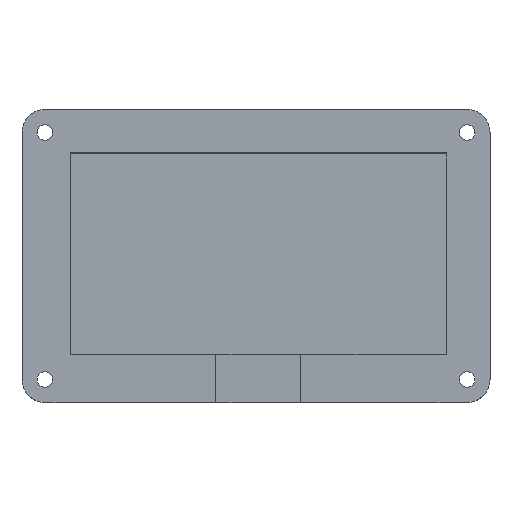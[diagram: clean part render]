
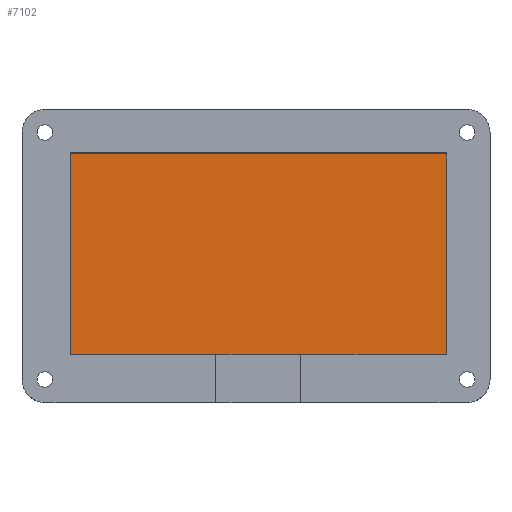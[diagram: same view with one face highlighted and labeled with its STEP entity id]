
A CAD part, top view. The second image highlights one B-rep face of the part: STEP entity #7102.
In plain terms, the highlighted planar face has unit normal (0, 0, 1).
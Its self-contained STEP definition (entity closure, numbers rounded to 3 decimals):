
#1060=FACE_OUTER_BOUND('',#1470,.T.);
#1470=EDGE_LOOP('',(#6513,#6514,#6515,#6516));
#2094=LINE('',#13898,#2712);
#2096=LINE('',#13902,#2714);
#2097=LINE('',#13904,#2715);
#2098=LINE('',#13905,#2716);
#2712=VECTOR('',#8285,10.);
#2714=VECTOR('',#8289,10.);
#2715=VECTOR('',#8290,10.);
#2716=VECTOR('',#8291,10.);
#3415=VERTEX_POINT('',#13895);
#3416=VERTEX_POINT('',#13897);
#3417=VERTEX_POINT('',#13901);
#3418=VERTEX_POINT('',#13903);
#4454=EDGE_CURVE('',#3415,#3416,#2094,.T.);
#4456=EDGE_CURVE('',#3417,#3415,#2096,.T.);
#4457=EDGE_CURVE('',#3418,#3417,#2097,.T.);
#4458=EDGE_CURVE('',#3416,#3418,#2098,.T.);
#6513=ORIENTED_EDGE('',*,*,#4454,.F.);
#6514=ORIENTED_EDGE('',*,*,#4456,.F.);
#6515=ORIENTED_EDGE('',*,*,#4457,.F.);
#6516=ORIENTED_EDGE('',*,*,#4458,.F.);
#6731=PLANE('',#7307);
#7102=ADVANCED_FACE('',(#1060),#6731,.T.);
#7307=AXIS2_PLACEMENT_3D('',#13900,#8287,#8288);
#8285=DIRECTION('',(-1.,0.,0.));
#8287=DIRECTION('center_axis',(0.,0.,1.));
#8288=DIRECTION('ref_axis',(1.,0.,0.));
#8289=DIRECTION('',(0.,-1.,0.));
#8290=DIRECTION('',(1.,0.,0.));
#8291=DIRECTION('',(0.,1.,0.));
#13895=CARTESIAN_POINT('',(43.463,-21.362,3.));
#13897=CARTESIAN_POINT('',(-38.5,-21.362,3.));
#13898=CARTESIAN_POINT('',(22.972,-21.362,3.));
#13900=CARTESIAN_POINT('Origin',(2.481,0.569,3.));
#13901=CARTESIAN_POINT('',(43.463,22.5,3.));
#13902=CARTESIAN_POINT('',(43.463,11.535,3.));
#13903=CARTESIAN_POINT('',(-38.5,22.5,3.));
#13904=CARTESIAN_POINT('',(-18.009,22.5,3.));
#13905=CARTESIAN_POINT('',(-38.5,-10.396,3.));
